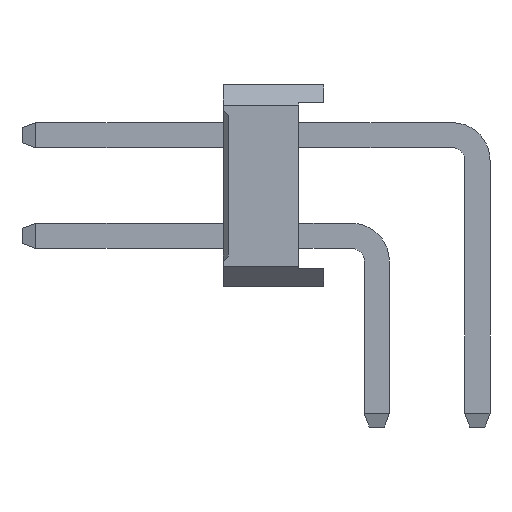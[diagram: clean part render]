
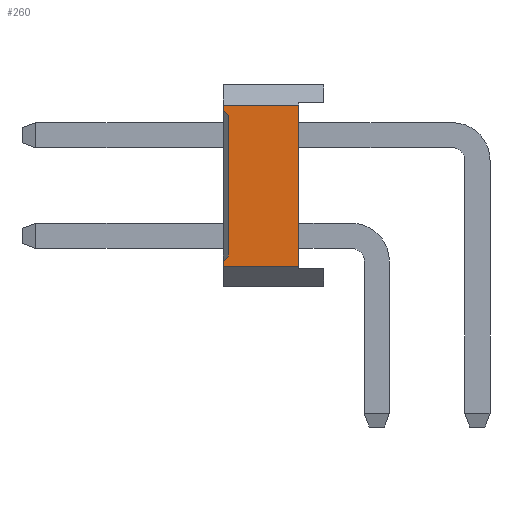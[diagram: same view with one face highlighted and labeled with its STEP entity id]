
A CAD part, left-side view. The second image highlights one B-rep face of the part: STEP entity #260.
In plain terms, the highlighted planar face has unit normal (-1, 0, 0).
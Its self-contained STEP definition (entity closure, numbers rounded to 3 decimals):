
#260=ADVANCED_FACE('',(#3962),#3964,.T.);
#3962=FACE_BOUND('',#3963,.T.);
#3963=EDGE_LOOP('',(#6965,#6966,#6967,#6968,#6969,#6970,#6971,#6972));
#3964=PLANE('',#3965);
#3965=AXIS2_PLACEMENT_3D('',#3966,#3967,#3968);
#3966=CARTESIAN_POINT('',(-1.,1.05,0.4));
#3967=DIRECTION('',(-1.,0.,0.));
#3968=DIRECTION('',(0.,0.,1.));
#6965=ORIENTED_EDGE('',*,*,#8953,.F.);
#6966=ORIENTED_EDGE('',*,*,#8954,.T.);
#6967=ORIENTED_EDGE('',*,*,#8955,.F.);
#6968=ORIENTED_EDGE('',*,*,#8769,.F.);
#6969=ORIENTED_EDGE('',*,*,#8951,.F.);
#6970=ORIENTED_EDGE('',*,*,#8956,.T.);
#6971=ORIENTED_EDGE('',*,*,#8957,.T.);
#6972=ORIENTED_EDGE('',*,*,#8773,.F.);
#8769=EDGE_CURVE('',#9808,#9810,#9811,.T.);
#8773=EDGE_CURVE('',#9816,#9818,#9819,.T.);
#8951=EDGE_CURVE('',#10150,#9808,#10152,.T.);
#8953=EDGE_CURVE('',#10154,#9816,#10155,.F.);
#8954=EDGE_CURVE('',#10154,#10156,#10157,.T.);
#8955=EDGE_CURVE('',#9810,#10156,#10158,.F.);
#8956=EDGE_CURVE('',#10150,#10159,#10160,.T.);
#8957=EDGE_CURVE('',#10159,#9818,#10161,.T.);
#9808=VERTEX_POINT('',#11510);
#9810=VERTEX_POINT('',#11514);
#9811=LINE('',#11515,#11516);
#9816=VERTEX_POINT('',#11526);
#9818=VERTEX_POINT('',#11530);
#9819=LINE('',#11531,#11532);
#10150=VERTEX_POINT('',#12216);
#10152=LINE('',#12220,#12221);
#10154=VERTEX_POINT('',#12226);
#10155=LINE('',#12227,#12228);
#10156=VERTEX_POINT('',#12230);
#10157=LINE('',#12231,#12232);
#10158=LINE('',#12234,#12235);
#10159=VERTEX_POINT('',#12237);
#10160=LINE('',#12238,#12239);
#10161=LINE('',#12241,#12242);
#11510=CARTESIAN_POINT('',(-1.,3.05,0.4));
#11514=CARTESIAN_POINT('',(-1.,3.05,0.5));
#11515=CARTESIAN_POINT('',(-1.,3.05,0.4));
#11516=VECTOR('',#11517,1.);
#11517=DIRECTION('',(0.,0.,1.));
#11526=CARTESIAN_POINT('',(-1.,3.05,3.5));
#11530=CARTESIAN_POINT('',(-1.,3.05,3.6));
#11531=CARTESIAN_POINT('',(-1.,3.05,3.5));
#11532=VECTOR('',#11533,1.);
#11533=DIRECTION('',(0.,0.,1.));
#12216=CARTESIAN_POINT('',(-1.,1.55,0.4));
#12220=CARTESIAN_POINT('',(-1.,1.55,0.4));
#12221=VECTOR('',#12222,1.);
#12222=DIRECTION('',(0.,1.,0.));
#12226=CARTESIAN_POINT('',(-1.,2.95,3.4));
#12227=CARTESIAN_POINT('',(-1.,3.05,3.5));
#12228=VECTOR('',#12229,1.);
#12229=DIRECTION('',(0.,-0.707,-0.707));
#12230=CARTESIAN_POINT('',(-1.,2.95,0.6));
#12231=CARTESIAN_POINT('',(-1.,2.95,3.4));
#12232=VECTOR('',#12233,1.);
#12233=DIRECTION('',(0.,0.,-1.));
#12234=CARTESIAN_POINT('',(-1.,2.95,0.6));
#12235=VECTOR('',#12236,1.);
#12236=DIRECTION('',(0.,0.707,-0.707));
#12237=CARTESIAN_POINT('',(-1.,1.55,3.6));
#12238=CARTESIAN_POINT('',(-1.,1.55,0.4));
#12239=VECTOR('',#12240,1.);
#12240=DIRECTION('',(0.,0.,1.));
#12241=CARTESIAN_POINT('',(-1.,1.55,3.6));
#12242=VECTOR('',#12243,1.);
#12243=DIRECTION('',(0.,1.,0.));
